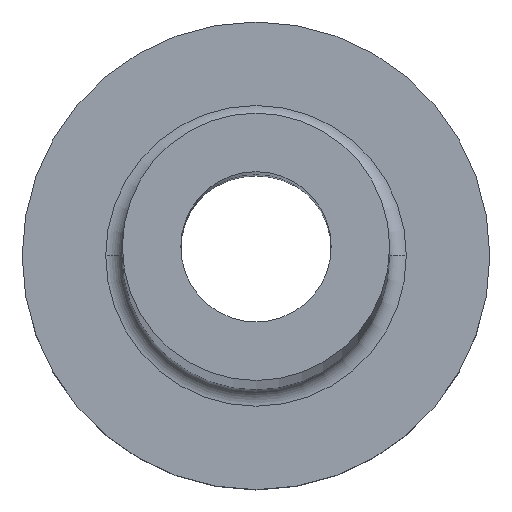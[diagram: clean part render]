
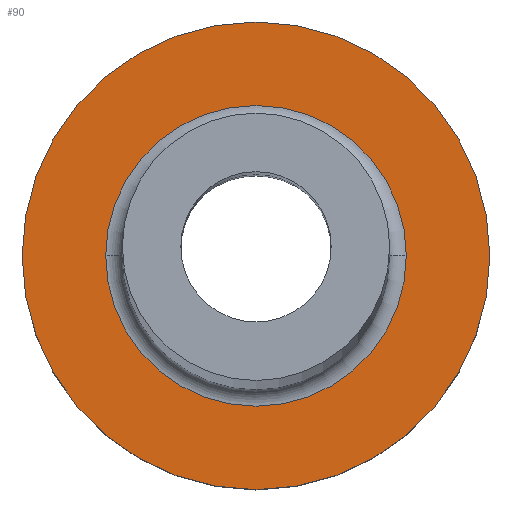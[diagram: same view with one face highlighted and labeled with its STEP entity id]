
A CAD part, top view. The second image highlights one B-rep face of the part: STEP entity #90.
In plain terms, the highlighted planar face has unit normal (0, 0, 1).
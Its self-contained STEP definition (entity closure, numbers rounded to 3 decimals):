
#3 = AXIS2_PLACEMENT_3D ( 'NONE', #200, #266, #408 ) ;
#47 = ORIENTED_EDGE ( 'NONE', *, *, #311, .T. ) ;
#65 = AXIS2_PLACEMENT_3D ( 'NONE', #152, #348, #322 ) ;
#71 = DIRECTION ( 'NONE',  ( 0., 0., 1. ) ) ;
#74 = CARTESIAN_POINT ( 'NONE',  ( 0., 0., 5. ) ) ;
#81 = CARTESIAN_POINT ( 'NONE',  ( 7., 0., 5. ) ) ;
#84 = AXIS2_PLACEMENT_3D ( 'NONE', #129, #371, #124 ) ;
#90 = ADVANCED_FACE ( 'NONE', ( #369, #441 ), #301, .T. ) ;
#124 = DIRECTION ( 'NONE',  ( 1., 0., 0. ) ) ;
#129 = CARTESIAN_POINT ( 'NONE',  ( 0., 0., 5. ) ) ;
#135 = AXIS2_PLACEMENT_3D ( 'NONE', #74, #286, #183 ) ;
#152 = CARTESIAN_POINT ( 'NONE',  ( 0., 0., 5. ) ) ;
#154 = EDGE_CURVE ( 'NONE', #434, #267, #207, .T. ) ;
#157 = CIRCLE ( 'NONE', #65, 7. ) ;
#159 = VERTEX_POINT ( 'NONE', #304 ) ;
#183 = DIRECTION ( 'NONE',  ( 1., 0., 0. ) ) ;
#186 = CIRCLE ( 'NONE', #135, 4.5 ) ;
#187 = CARTESIAN_POINT ( 'NONE',  ( 4.5, 0., 5. ) ) ;
#190 = ORIENTED_EDGE ( 'NONE', *, *, #362, .T. ) ;
#200 = CARTESIAN_POINT ( 'NONE',  ( 0., 0., 5. ) ) ;
#207 = CIRCLE ( 'NONE', #3, 4.5 ) ;
#226 = ORIENTED_EDGE ( 'NONE', *, *, #154, .T. ) ;
#238 = CIRCLE ( 'NONE', #450, 7. ) ;
#252 = DIRECTION ( 'NONE',  ( 1., 0., 0. ) ) ;
#263 = CARTESIAN_POINT ( 'NONE',  ( -4.5, 0., 5. ) ) ;
#266 = DIRECTION ( 'NONE',  ( 0., 0., -1. ) ) ;
#267 = VERTEX_POINT ( 'NONE', #187 ) ;
#277 = EDGE_CURVE ( 'NONE', #267, #434, #186, .T. ) ;
#286 = DIRECTION ( 'NONE',  ( 0., 0., -1. ) ) ;
#290 = ORIENTED_EDGE ( 'NONE', *, *, #277, .T. ) ;
#301 = PLANE ( 'NONE',  #84 ) ;
#304 = CARTESIAN_POINT ( 'NONE',  ( -7., 0., 5. ) ) ;
#311 = EDGE_CURVE ( 'NONE', #438, #159, #238, .T. ) ;
#322 = DIRECTION ( 'NONE',  ( 1., 0., 0. ) ) ;
#348 = DIRECTION ( 'NONE',  ( 0., 0., 1. ) ) ;
#362 = EDGE_CURVE ( 'NONE', #159, #438, #157, .T. ) ;
#369 = FACE_BOUND ( 'NONE', #406, .T. ) ;
#371 = DIRECTION ( 'NONE',  ( 0., 0., 1. ) ) ;
#393 = EDGE_LOOP ( 'NONE', ( #190, #47 ) ) ;
#395 = CARTESIAN_POINT ( 'NONE',  ( 0., 0., 5. ) ) ;
#406 = EDGE_LOOP ( 'NONE', ( #290, #226 ) ) ;
#408 = DIRECTION ( 'NONE',  ( 1., 0., 0. ) ) ;
#434 = VERTEX_POINT ( 'NONE', #263 ) ;
#438 = VERTEX_POINT ( 'NONE', #81 ) ;
#441 = FACE_OUTER_BOUND ( 'NONE', #393, .T. ) ;
#450 = AXIS2_PLACEMENT_3D ( 'NONE', #395, #71, #252 ) ;
